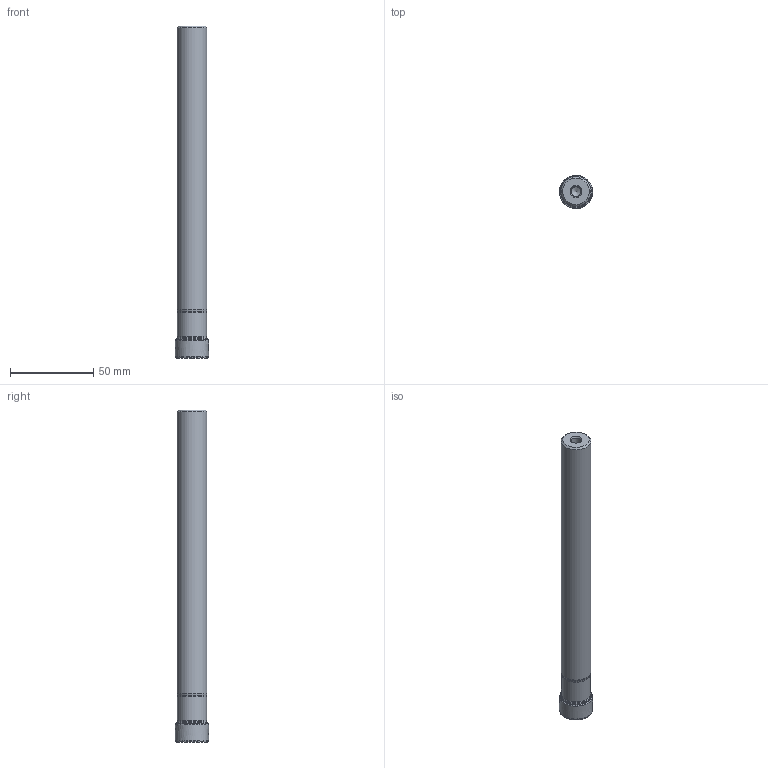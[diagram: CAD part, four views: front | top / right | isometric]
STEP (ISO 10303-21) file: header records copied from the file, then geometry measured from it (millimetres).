
FILE_DESCRIPTION(/* description */ (''),/* implementation_level */ '2;1');
FILE_NAME(/* name */ '20A3R029A18_SAD11E_C_3D(R04).stp',/* time_stamp */ '2015-09-10T12:11:13+02:00',/* author */ (''),/* organization */ (''),/* preprocessor_version */ 'ST-DEVELOPER v15',/* originating_system */ 'SIEMENS PLM Software NX 8.5',/* authorisation */ '');
FILE_SCHEMA (('AUTOMOTIVE_DESIGN { 1 0 10303 214 3 1 1 1 }'));
Length unit declared in the file: millimetre
Products named in the file (1): czsu2268F056g4bq
Bounding box: 19.94 x 19.94 x 200 mm (x, y, z)
Volume: 48908.9 mm3; surface area: 16177.3 mm2
Topology: 2 solids, 2 shells, 43 faces, 90 edges, 50 vertices
Faces by surface type: cone 19, torus 12, revolution 5, cylinder 4, plane 3
Full cylindrical faces by diameter (mm): 6 x1, 17.543 x1, 18 x1, 18.543 x1
Entity records: 1551 total; most frequent: CARTESIAN_POINT 691, DIRECTION 130, FACE_BOUND 84, EDGE_LOOP 84, ORIENTED_EDGE 84, AXIS2_PLACEMENT_3D 62, ADVANCED_FACE 43, VERTEX_POINT 43
